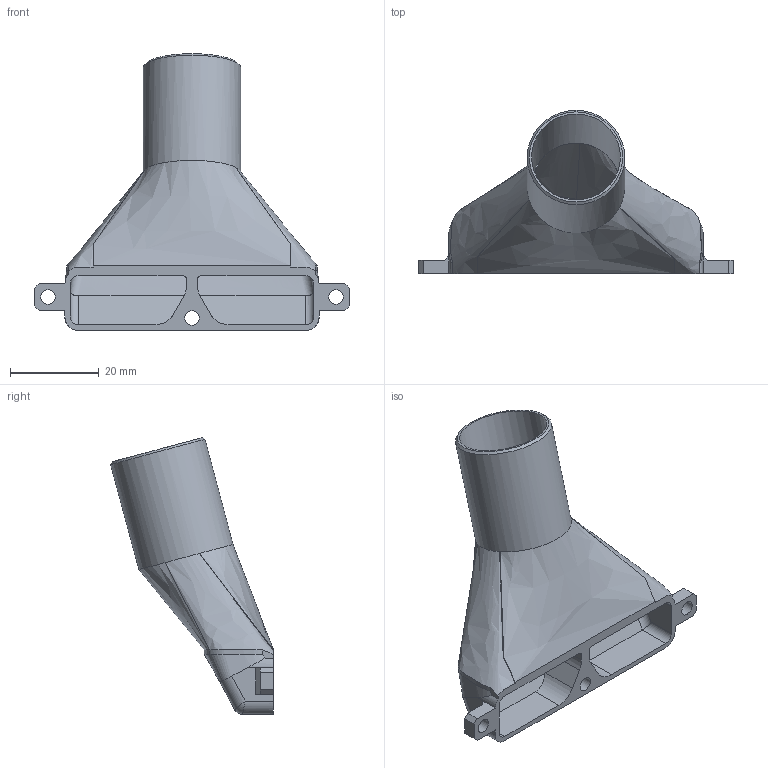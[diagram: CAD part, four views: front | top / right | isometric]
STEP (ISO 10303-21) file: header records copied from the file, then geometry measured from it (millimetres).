
FILE_DESCRIPTION(('HOOPS Exchange Step'),'2;1');
FILE_NAME('temp_export','2022-10-19T08:24:49-04:00',('mobile'),('Shapr3D Limited'),'HOOPS Exchange 2022.1','Shapr3D','Authorized');
FILE_SCHEMA( ('AUTOMOTIVE_DESIGN { 1 0 10303 214 1 1 1 1 }') );
Length unit declared in the file: millimetre
Products named in the file (1): root
Bounding box: 70.8 x 36.66 x 62.27 mm (x, y, z)
Volume: 6443.5 mm3; surface area: 12187.2 mm2
Topology: 1 solids, 1 shells, 125 faces, 359 edges, 233 vertices
Faces by surface type: plane 61, bspline 33, cylinder 29, sphere 1, cone 1
Full cylindrical faces by diameter (mm): 3.3 x3, 20 x1, 22 x1
Entity records: 20509 total; most frequent: CARTESIAN_POINT 17560, ORIENTED_EDGE 714, DIRECTION 446, EDGE_CURVE 357, VERTEX_POINT 233, VECTOR 164, LINE 164, AXIS2_PLACEMENT_3D 141
